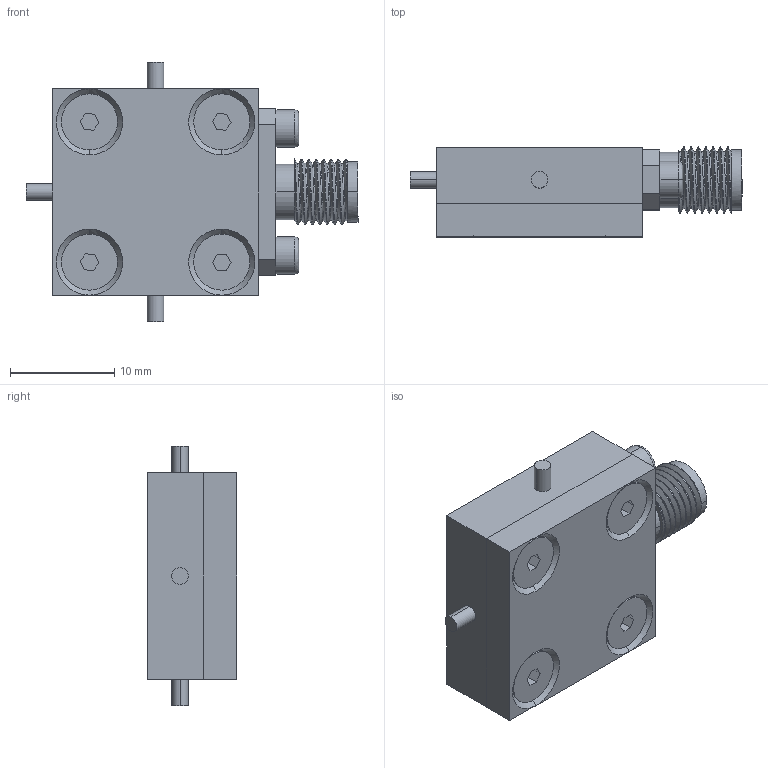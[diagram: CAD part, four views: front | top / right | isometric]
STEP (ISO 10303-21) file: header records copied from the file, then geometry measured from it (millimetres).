
FILE_DESCRIPTION (( 'STEP AP214' ), '1' );
FILE_NAME ('Ka-2X Outline Assembly.STEP', '2019-12-12T18:30:16', ( '' ), ( '' ), 'SwSTEP 2.0', 'SolidWorks 2019', '' );
FILE_SCHEMA (( 'AUTOMOTIVE_DESIGN' ));
Length unit declared in the file: inch
Products named in the file (10): Part2^Ka-2X Outline Assembly; 1084 Ka-2X RF Block FOR WEBSITE; Part3^Ka-2X Outline Assembly; 1085 Ka-2X Backplate FOR WEBSITE; Female SMA; Part5^Ka-2X Outline Assembly; 4-40_FHCS_250L; Part4^Ka-2X Outline Assembly; Ka-2X Outline Assembly; 2-56 SOCKET HEAD SCREW HEAD_1
Assembly tree (12 placements, depth 2):
  Part2^Ka-2X Outline Assembly
  Ka-2X Outline Assembly
    1084 Ka-2X RF Block FOR WEBSITE
    Female SMA
    1085 Ka-2X Backplate FOR WEBSITE
    4-40_FHCS_250L  x4
    2-56 SOCKET HEAD SCREW HEAD_1  x2
    Part3^Ka-2X Outline Assembly
    Part4^Ka-2X Outline Assembly
    Part5^Ka-2X Outline Assembly
Bounding box: 31.88 x 8.64 x 24.89 mm (x, y, z)
Volume: 3566.3 mm3; surface area: 3576.6 mm2
Topology: 12 solids, 12 shells, 211 faces, 490 edges, 310 vertices
Faces by surface type: plane 97, cylinder 83, cone 24, bspline 7
Entity records: 6149 total; most frequent: CARTESIAN_POINT 1936, DIRECTION 730, ORIENTED_EDGE 696, EDGE_CURVE 348, AXIS2_PLACEMENT_3D 274, VERTEX_POINT 222, VECTOR 182, LINE 182
